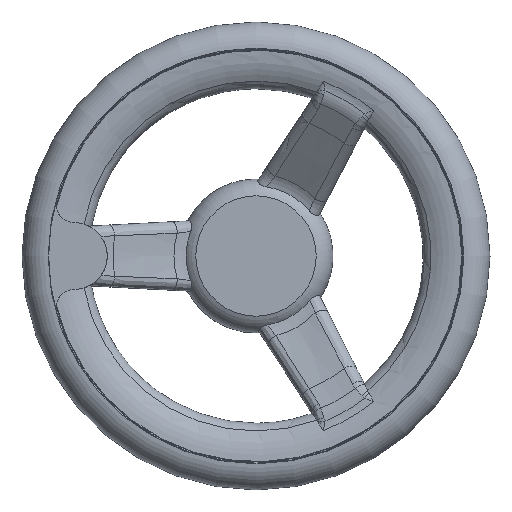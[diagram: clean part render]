
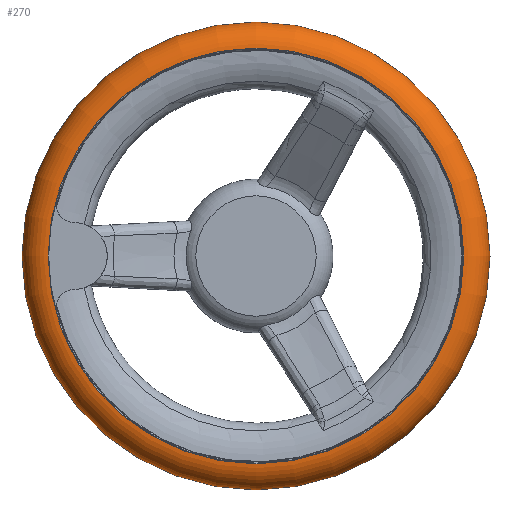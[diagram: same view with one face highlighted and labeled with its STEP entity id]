
A CAD part, left-side view. The second image highlights one B-rep face of the part: STEP entity #270.
In plain terms, the highlighted toroidal (fillet/blend) face has major radius 62 mm and minor radius 8 mm.
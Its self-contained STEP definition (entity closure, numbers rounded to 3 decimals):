
#270=ADVANCED_FACE('',(#463,#464),#366,.T.);
#366=TOROIDAL_SURFACE('',#1716,62.,8.);
#400=CIRCLE('',#1713,62.149);
#401=CIRCLE('',#1715,62.149);
#463=FACE_BOUND('',#491,.T.);
#464=FACE_BOUND('',#492,.T.);
#491=EDGE_LOOP('',(#678));
#492=EDGE_LOOP('',(#679));
#678=ORIENTED_EDGE('',*,*,#1341,.T.);
#679=ORIENTED_EDGE('',*,*,#1342,.F.);
#1167=VERTEX_POINT('',#2725);
#1168=VERTEX_POINT('',#2728);
#1341=EDGE_CURVE('',#1167,#1167,#400,.T.);
#1342=EDGE_CURVE('',#1168,#1168,#401,.T.);
#1713=AXIS2_PLACEMENT_3D('',#2724,#1870,#1871);
#1715=AXIS2_PLACEMENT_3D('',#2727,#1874,#1875);
#1716=AXIS2_PLACEMENT_3D('',#2729,#1876,#1877);
#1870=DIRECTION('',(1.,0.,0.));
#1871=DIRECTION('',(0.,0.,-1.));
#1874=DIRECTION('',(1.,0.,0.));
#1875=DIRECTION('',(0.,0.,-1.));
#1876=DIRECTION('',(1.,0.,0.));
#1877=DIRECTION('',(0.,0.,-1.));
#2724=CARTESIAN_POINT('',(224.15,93.534,0.));
#2725=CARTESIAN_POINT('',(224.15,93.534,-62.149));
#2727=CARTESIAN_POINT('',(240.147,93.534,0.));
#2728=CARTESIAN_POINT('',(240.147,93.534,-62.149));
#2729=CARTESIAN_POINT('',(232.148,93.534,0.));
